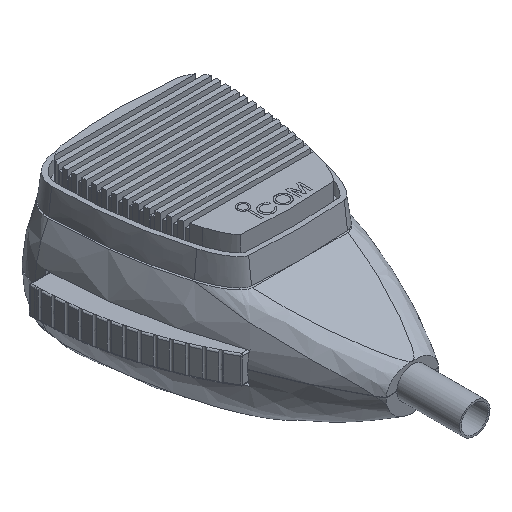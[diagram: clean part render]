
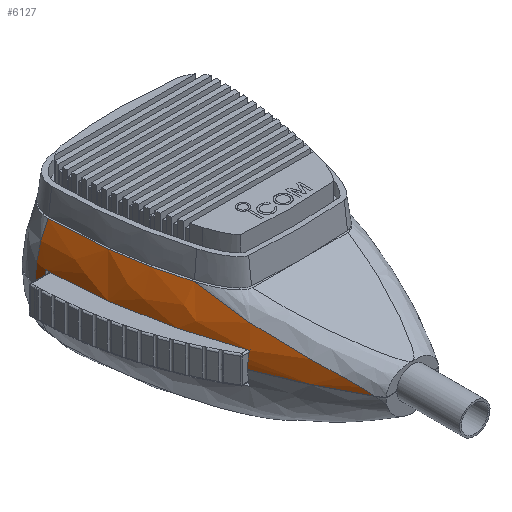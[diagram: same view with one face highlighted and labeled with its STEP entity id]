
A CAD part, isometric view. The second image highlights one B-rep face of the part: STEP entity #6127.
In plain terms, the highlighted free-form (B-spline) face has degree [2, 2] with [3, 3] control points.
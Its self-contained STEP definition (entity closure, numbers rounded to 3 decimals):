
#5517 = VERTEX_POINT('',#5518);
#5518 = CARTESIAN_POINT('',(-23.364,-37.885,
    0.051));
#5523 = EDGE_CURVE('',#5524,#5517,#5526,.T.);
#5524 = VERTEX_POINT('',#5525);
#5525 = CARTESIAN_POINT('',(-22.785,-37.885,
    5.171));
#5526 = ( BOUNDED_CURVE() B_SPLINE_CURVE(2,(#5527,#5528,#5529),
.UNSPECIFIED.,.F.,.F.) B_SPLINE_CURVE_WITH_KNOTS((3,3),(4.489,
4.71),.PIECEWISE_BEZIER_KNOTS.) CURVE() 
GEOMETRIC_REPRESENTATION_ITEM() RATIONAL_B_SPLINE_CURVE((1.,
0.994,1.)) REPRESENTATION_ITEM('') );
#5527 = CARTESIAN_POINT('',(-22.785,-37.885,
    5.171));
#5528 = CARTESIAN_POINT('',(-23.359,-37.885,2.643
    ));
#5529 = CARTESIAN_POINT('',(-23.364,-37.885,
    0.051));
#5595 = VERTEX_POINT('',#5596);
#5596 = CARTESIAN_POINT('',(-33.762,18.431,
    0.051));
#5603 = VERTEX_POINT('',#5604);
#5604 = CARTESIAN_POINT('',(-33.364,18.431,
    5.171));
#5609 = EDGE_CURVE('',#5595,#5603,#5610,.T.);
#5610 = ( BOUNDED_CURVE() B_SPLINE_CURVE(2,(#5611,#5612,#5613),
.UNSPECIFIED.,.F.,.F.) B_SPLINE_CURVE_WITH_KNOTS((3,3),(1.572,
1.725),.PIECEWISE_BEZIER_KNOTS.) CURVE() 
GEOMETRIC_REPRESENTATION_ITEM() RATIONAL_B_SPLINE_CURVE((1.,
0.997,1.)) REPRESENTATION_ITEM('') );
#5611 = CARTESIAN_POINT('',(-33.762,18.431,
    0.051));
#5612 = CARTESIAN_POINT('',(-33.759,18.431,
    2.626));
#5613 = CARTESIAN_POINT('',(-33.364,18.431,
    5.171));
#5623 = EDGE_CURVE('',#5603,#5524,#5624,.T.);
#5624 = B_SPLINE_CURVE_WITH_KNOTS('',3,(#5625,#5626,#5627,#5628,#5629,
    #5630,#5631,#5632,#5633,#5634),.UNSPECIFIED.,.F.,.F.,(4,2,2,2,4),(
    9.902,11.053,12.501,13.949,
    15.174),.UNSPECIFIED.);
#5625 = CARTESIAN_POINT('',(-33.364,18.431,
    5.171));
#5626 = CARTESIAN_POINT('',(-33.293,14.433,
    5.171));
#5627 = CARTESIAN_POINT('',(-33.079,10.307,
    5.171));
#5628 = CARTESIAN_POINT('',(-32.232,0.861,
    5.171));
#5629 = CARTESIAN_POINT('',(-31.504,-4.491,
    5.171));
#5630 = CARTESIAN_POINT('',(-29.541,-15.099,
    5.171));
#5631 = CARTESIAN_POINT('',(-28.306,-20.357,
    5.171));
#5632 = CARTESIAN_POINT('',(-25.635,-29.737,
    5.171));
#5633 = CARTESIAN_POINT('',(-24.261,-33.911,
    5.171));
#5634 = CARTESIAN_POINT('',(-22.785,-37.885,
    5.171));
#5712 = EDGE_CURVE('',#5713,#5595,#5715,.T.);
#5713 = VERTEX_POINT('',#5714);
#5714 = CARTESIAN_POINT('',(-33.79,21.502,
    0.051));
#5715 = B_SPLINE_CURVE_WITH_KNOTS('',3,(#5716,#5717,#5718,#5719),
  .UNSPECIFIED.,.F.,.F.,(4,4),(10.141,10.439),
  .PIECEWISE_BEZIER_KNOTS.);
#5716 = CARTESIAN_POINT('',(-33.79,21.502,
    0.051));
#5717 = CARTESIAN_POINT('',(-33.79,20.487,
    0.051));
#5718 = CARTESIAN_POINT('',(-33.781,19.463,
    0.051));
#5719 = CARTESIAN_POINT('',(-33.762,18.431,
    0.051));
#5866 = VERTEX_POINT('',#5867);
#5867 = CARTESIAN_POINT('',(-23.521,-20.464,
    16.383));
#5949 = VERTEX_POINT('',#5950);
#5950 = CARTESIAN_POINT('',(-29.552,21.502,
    16.383));
#5969 = EDGE_CURVE('',#5949,#5866,#5970,.T.);
#5970 = B_SPLINE_CURVE_WITH_KNOTS('',3,(#5971,#5972,#5973,#5974,#5975,
    #5976,#5977,#5978,#5979,#5980),.UNSPECIFIED.,.F.,.F.,(4,2,2,2,4),(
    7.884,8.992,10.099,11.207,
    11.775),.UNSPECIFIED.);
#5971 = CARTESIAN_POINT('',(-29.552,21.502,
    16.383));
#5972 = CARTESIAN_POINT('',(-29.552,17.721,
    16.383));
#5973 = CARTESIAN_POINT('',(-29.41,13.76,
    16.383));
#5974 = CARTESIAN_POINT('',(-28.783,5.69,
    16.383));
#5975 = CARTESIAN_POINT('',(-28.298,1.581,
    16.383));
#5976 = CARTESIAN_POINT('',(-26.98,-6.577,
    16.383));
#5977 = CARTESIAN_POINT('',(-26.147,-10.626,
    16.383));
#5978 = CARTESIAN_POINT('',(-24.651,-16.557,
    16.383));
#5979 = CARTESIAN_POINT('',(-24.104,-18.534,
    16.383));
#5980 = CARTESIAN_POINT('',(-23.521,-20.464,
    16.383));
#6127 = ADVANCED_FACE('',(#6128),#6170,.F.);
#6128 = FACE_BOUND('',#6129,.F.);
#6129 = EDGE_LOOP('',(#6130,#6131,#6132,#6133,#6139,#6140,#6154,#6169));
#6130 = ORIENTED_EDGE('',*,*,#5623,.F.);
#6131 = ORIENTED_EDGE('',*,*,#5609,.F.);
#6132 = ORIENTED_EDGE('',*,*,#5712,.F.);
#6133 = ORIENTED_EDGE('',*,*,#6134,.F.);
#6134 = EDGE_CURVE('',#5949,#5713,#6135,.T.);
#6135 = ( BOUNDED_CURVE() B_SPLINE_CURVE(2,(#6136,#6137,#6138),
.UNSPECIFIED.,.F.,.F.) B_SPLINE_CURVE_WITH_KNOTS((3,3),(2.635,
3.14),.PIECEWISE_BEZIER_KNOTS.) CURVE() 
GEOMETRIC_REPRESENTATION_ITEM() RATIONAL_B_SPLINE_CURVE((1.,
0.968,1.)) REPRESENTATION_ITEM('') );
#6136 = CARTESIAN_POINT('',(-29.552,21.502,
    16.383));
#6137 = CARTESIAN_POINT('',(-33.776,21.502,
    8.763));
#6138 = CARTESIAN_POINT('',(-33.79,21.502,
    0.051));
#6139 = ORIENTED_EDGE('',*,*,#5969,.T.);
#6140 = ORIENTED_EDGE('',*,*,#6141,.T.);
#6141 = EDGE_CURVE('',#5866,#6142,#6144,.T.);
#6142 = VERTEX_POINT('',#6143);
#6143 = CARTESIAN_POINT('',(-10.054,-66.327,
    0.051));
#6144 = B_SPLINE_CURVE_WITH_KNOTS('',3,(#6145,#6146,#6147,#6148,#6149,
    #6150,#6151,#6152,#6153),.UNSPECIFIED.,.F.,.F.,(4,1,1,1,1,1,4),(
    26.512,28.752,30.245,30.619,
    30.992,31.179,31.194),.UNSPECIFIED.);
#6145 = CARTESIAN_POINT('',(-23.521,-20.464,
    16.383));
#6146 = CARTESIAN_POINT('',(-22.895,-28.12,
    13.96));
#6147 = CARTESIAN_POINT('',(-20.459,-40.73,
    9.99));
#6148 = CARTESIAN_POINT('',(-15.757,-54.026,
    5.663));
#6149 = CARTESIAN_POINT('',(-12.704,-61.05,
    2.943));
#6150 = CARTESIAN_POINT('',(-11.347,-63.93,
    1.603));
#6151 = CARTESIAN_POINT('',(-10.427,-65.674,
    0.532));
#6152 = CARTESIAN_POINT('',(-10.081,-66.281,
    0.086));
#6153 = CARTESIAN_POINT('',(-10.054,-66.327,
    0.052));
#6154 = ORIENTED_EDGE('',*,*,#6155,.F.);
#6155 = EDGE_CURVE('',#5517,#6142,#6156,.T.);
#6156 = B_SPLINE_CURVE_WITH_KNOTS('',3,(#6157,#6158,#6159,#6160,#6161,
    #6162,#6163,#6164,#6165,#6166,#6167,#6168),.UNSPECIFIED.,.F.,.F.,(4,
    2,2,2,2,4),(15.692,16.506,17.157,
    17.808,18.459,18.592),.UNSPECIFIED.);
#6157 = CARTESIAN_POINT('',(-23.364,-37.885,
    0.051));
#6158 = CARTESIAN_POINT('',(-22.38,-40.603,
    0.051));
#6159 = CARTESIAN_POINT('',(-21.344,-43.251,
    0.051));
#6160 = CARTESIAN_POINT('',(-19.414,-47.862,
    0.051));
#6161 = CARTESIAN_POINT('',(-18.474,-49.997,
    0.051));
#6162 = CARTESIAN_POINT('',(-16.458,-54.322,
    0.051));
#6163 = CARTESIAN_POINT('',(-15.382,-56.514,
    0.051));
#6164 = CARTESIAN_POINT('',(-13.137,-60.848,
    0.051));
#6165 = CARTESIAN_POINT('',(-11.968,-62.992,
    0.051));
#6166 = CARTESIAN_POINT('',(-10.541,-65.487,
    0.051));
#6167 = CARTESIAN_POINT('',(-10.298,-65.909,
    0.051));
#6168 = CARTESIAN_POINT('',(-10.054,-66.327,
    0.051));
#6169 = ORIENTED_EDGE('',*,*,#5523,.F.);
#6170 = ( BOUNDED_SURFACE() B_SPLINE_SURFACE(2,2,(
    (#6171,#6172,#6173)
    ,(#6174,#6175,#6176)
    ,(#6177,#6178,#6179
)),.UNSPECIFIED.,.F.,.F.,.F.) B_SPLINE_SURFACE_WITH_KNOTS((3,3),(3,3),(
    0.,0.528),(-2.179,-1.572)
,.PIECEWISE_BEZIER_KNOTS.) GEOMETRIC_REPRESENTATION_ITEM() 
RATIONAL_B_SPLINE_SURFACE((
    (1.,0.954,1.)
    ,(0.965,0.921,0.965)
,(1.,0.954,1.))) REPRESENTATION_ITEM('') SURFACE() );
#6171 = CARTESIAN_POINT('',(-27.727,21.502,
    19.312));
#6172 = CARTESIAN_POINT('',(-33.773,21.502,
    10.631));
#6173 = CARTESIAN_POINT('',(-33.79,21.502,
    0.051));
#6174 = CARTESIAN_POINT('',(-27.727,-25.619,
    19.312));
#6175 = CARTESIAN_POINT('',(-33.773,-25.619,
    10.631));
#6176 = CARTESIAN_POINT('',(-33.79,-25.619,
    0.051));
#6177 = CARTESIAN_POINT('',(-8.25,-66.327,
    5.746));
#6178 = CARTESIAN_POINT('',(-10.049,-66.327,
    3.163));
#6179 = CARTESIAN_POINT('',(-10.054,-66.327,
    0.015));
